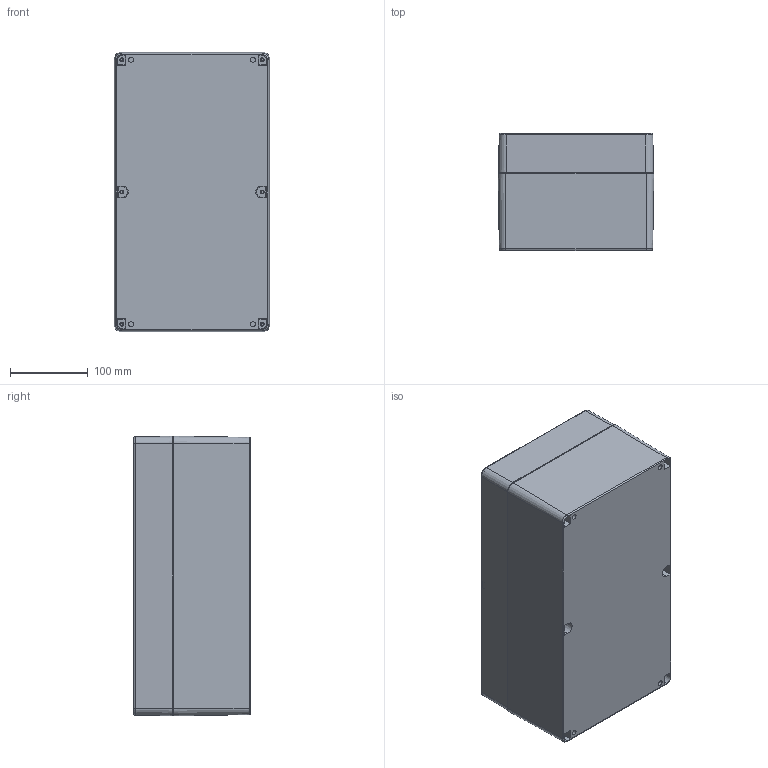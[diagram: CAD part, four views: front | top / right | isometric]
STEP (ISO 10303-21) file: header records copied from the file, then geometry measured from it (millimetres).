
FILE_DESCRIPTION (( 'STEP AP214' ), '1' );
FILE_NAME ('WA-44.STEP', '2011-10-19T14:17:57', ( 'Designer2010' ), ( '' ), 'SwSTEP 2.0', 'SolidWorks 2011', '' );
FILE_SCHEMA (( 'AUTOMOTIVE_DESIGN' ));
Length unit declared in the file: inch
Products named in the file (6): SCREWS-SSM4-25-6; W_-44B-PCB_WA-44B*16-PCB; SCREWS-SSM4-25; W_-44C_WA-44C*16; W_-44B_WA-44B*16; WA-44
Assembly tree (10 placements, depth 3):
  WA-44
    W_-44B_WA-44B*16
    SCREWS-SSM4-25-6
      SCREWS-SSM4-25  x6
    W_-44C_WA-44C*16
    W_-44B-PCB_WA-44B*16-PCB
Bounding box: 200.33 x 150.01 x 359.51 mm (x, y, z)
Volume: 1413731.9 mm3; surface area: 835887.3 mm2
Topology: 16 solids, 16 shells, 914 faces, 2180 edges, 1400 vertices
Faces by surface type: plane 466, cylinder 192, cone 133, bspline 72, torus 51
Full cylindrical faces by diameter (mm): 3.3 x6, 3.5 x6, 3.7 x6, 4 x6, 4.5 x12, 4.877 x25, 5.08 x12, 5.791 x25, 6.4 x4, 8 x4, 8.306 x1, 15.875 x1
Entity records: 22908 total; most frequent: CARTESIAN_POINT 5187, DIRECTION 3526, ORIENTED_EDGE 3188, EDGE_CURVE 1594, AXIS2_PLACEMENT_3D 1345, VERTEX_POINT 1126, EDGE_LOOP 1104, FACE_OUTER_BOUND 875
